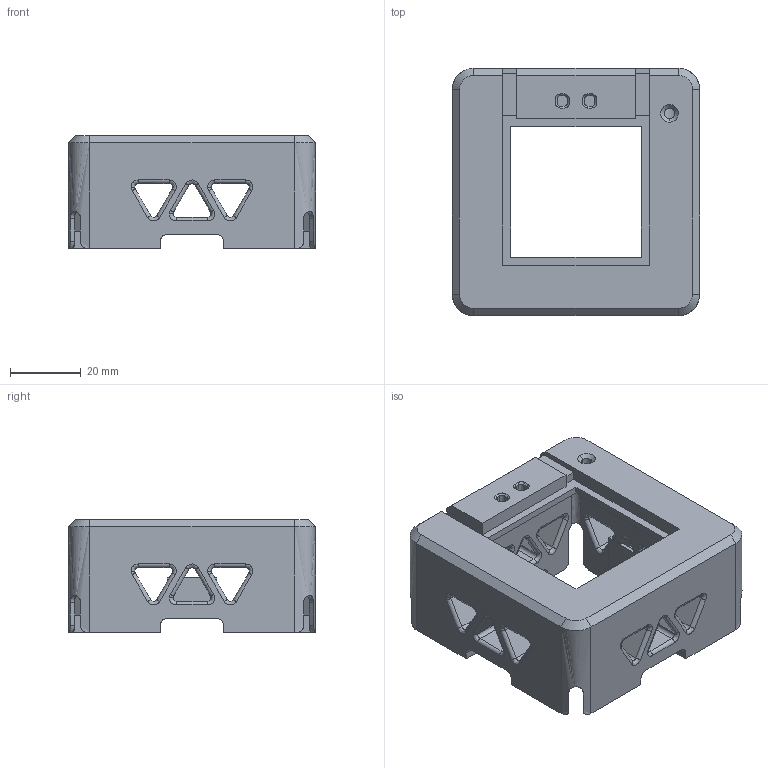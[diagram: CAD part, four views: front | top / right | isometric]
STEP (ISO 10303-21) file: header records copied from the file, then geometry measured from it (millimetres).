
FILE_DESCRIPTION(/* description */ (''),/* implementation_level */ '2;1');
FILE_NAME(/* name */ 'Base',/* time_stamp */ '2018-03-11T19:43:52+01:00',/* author */ (''),/* organization */ (''),/* preprocessor_version */ 'ST-DEVELOPER v15',/* originating_system */ '',/* authorisation */ '');
FILE_SCHEMA (('AUTOMOTIVE_DESIGN'));
Length unit declared in the file: millimetre
Products named in the file (1): Document
Bounding box: 70 x 70 x 32 mm (x, y, z)
Volume: 61438.3 mm3; surface area: 31227.5 mm2
Topology: 1 solids, 1 shells, 494 faces, 1293 edges, 799 vertices
Faces by surface type: bspline 294, plane 200
Entity records: 24679 total; most frequent: CARTESIAN_POINT 17052, ORIENTED_EDGE 2586, EDGE_CURVE 1293, VERTEX_POINT 799, B_SPLINE_CURVE_WITH_KNOTS 789, EDGE_LOOP 520, ADVANCED_FACE 494, FACE_OUTER_BOUND 494
